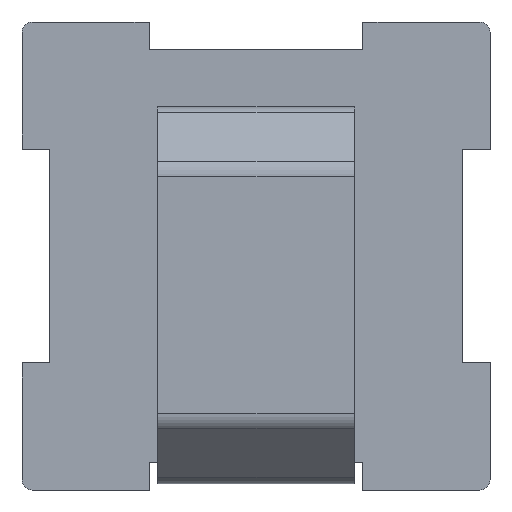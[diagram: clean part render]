
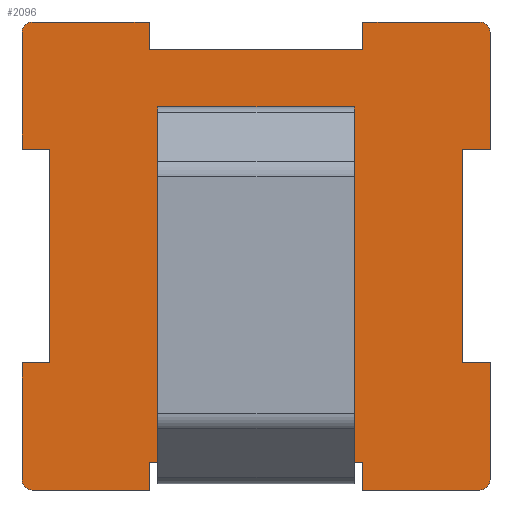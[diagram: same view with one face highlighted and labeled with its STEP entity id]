
A CAD part, left-side view. The second image highlights one B-rep face of the part: STEP entity #2096.
In plain terms, the highlighted planar face has unit normal (-1, 0, 0).
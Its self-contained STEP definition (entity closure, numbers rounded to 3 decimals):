
#15=FACE_BOUND('',#691,.T.);
#17=PLANE('',#2246);
#111=LINE('',#3238,#313);
#113=LINE('',#3242,#315);
#114=LINE('',#3244,#316);
#115=LINE('',#3246,#317);
#116=LINE('',#3248,#318);
#117=LINE('',#3250,#319);
#118=LINE('',#3254,#320);
#119=LINE('',#3256,#321);
#120=LINE('',#3258,#322);
#121=LINE('',#3260,#323);
#122=LINE('',#3262,#324);
#123=LINE('',#3266,#325);
#124=LINE('',#3268,#326);
#125=LINE('',#3270,#327);
#126=LINE('',#3272,#328);
#127=LINE('',#3274,#329);
#128=LINE('',#3278,#330);
#129=LINE('',#3280,#331);
#130=LINE('',#3282,#332);
#131=LINE('',#3283,#333);
#132=LINE('',#3286,#334);
#133=LINE('',#3290,#335);
#134=LINE('',#3292,#336);
#135=LINE('',#3295,#337);
#313=VECTOR('',#2536,5.5);
#315=VECTOR('',#2540,5.5);
#316=VECTOR('',#2541,1.3);
#317=VECTOR('',#2542,10.1);
#318=VECTOR('',#2543,1.3);
#319=VECTOR('',#2544,5.5);
#320=VECTOR('',#2547,5.5);
#321=VECTOR('',#2548,1.3);
#322=VECTOR('',#2549,10.1);
#323=VECTOR('',#2550,1.3);
#324=VECTOR('',#2551,5.5);
#325=VECTOR('',#2554,5.5);
#326=VECTOR('',#2555,1.3);
#327=VECTOR('',#2556,10.1);
#328=VECTOR('',#2557,1.3);
#329=VECTOR('',#2558,5.5);
#330=VECTOR('',#2561,5.5);
#331=VECTOR('',#2562,1.3);
#332=VECTOR('',#2563,10.1);
#333=VECTOR('',#2564,1.3);
#334=VECTOR('',#2565,5.3);
#335=VECTOR('',#2568,4.8);
#336=VECTOR('',#2569,5.3);
#337=VECTOR('',#2572,4.8);
#563=FACE_OUTER_BOUND('',#690,.T.);
#690=EDGE_LOOP('',(#1481,#1482,#1483,#1484,#1485,#1486,#1487,#1488,#1489,
#1490,#1491,#1492,#1493,#1494,#1495,#1496,#1497,#1498,#1499,#1500,#1501,
#1502,#1503,#1504));
#691=EDGE_LOOP('',(#1505,#1506,#1507,#1508,#1509,#1510));
#817=CIRCLE('',#2232,0.5);
#822=CIRCLE('',#2247,0.5);
#823=CIRCLE('',#2248,0.5);
#824=CIRCLE('',#2249,0.5);
#825=CIRCLE('',#2250,4.5);
#826=CIRCLE('',#2251,4.5);
#922=VERTEX_POINT('',#3172);
#923=VERTEX_POINT('',#3173);
#931=VERTEX_POINT('',#3237);
#932=VERTEX_POINT('',#3241);
#933=VERTEX_POINT('',#3243);
#934=VERTEX_POINT('',#3245);
#935=VERTEX_POINT('',#3247);
#936=VERTEX_POINT('',#3249);
#937=VERTEX_POINT('',#3251);
#938=VERTEX_POINT('',#3253);
#939=VERTEX_POINT('',#3255);
#940=VERTEX_POINT('',#3257);
#941=VERTEX_POINT('',#3259);
#942=VERTEX_POINT('',#3261);
#943=VERTEX_POINT('',#3263);
#944=VERTEX_POINT('',#3265);
#945=VERTEX_POINT('',#3267);
#946=VERTEX_POINT('',#3269);
#947=VERTEX_POINT('',#3271);
#948=VERTEX_POINT('',#3273);
#949=VERTEX_POINT('',#3275);
#950=VERTEX_POINT('',#3277);
#951=VERTEX_POINT('',#3279);
#952=VERTEX_POINT('',#3281);
#953=VERTEX_POINT('',#3284);
#954=VERTEX_POINT('',#3285);
#955=VERTEX_POINT('',#3287);
#956=VERTEX_POINT('',#3289);
#957=VERTEX_POINT('',#3291);
#958=VERTEX_POINT('',#3293);
#1118=EDGE_CURVE('',#922,#923,#817,.T.);
#1138=EDGE_CURVE('',#923,#931,#111,.T.);
#1140=EDGE_CURVE('',#932,#922,#113,.T.);
#1141=EDGE_CURVE('',#933,#932,#114,.T.);
#1142=EDGE_CURVE('',#933,#934,#115,.T.);
#1143=EDGE_CURVE('',#934,#935,#116,.T.);
#1144=EDGE_CURVE('',#935,#936,#117,.T.);
#1145=EDGE_CURVE('',#937,#936,#822,.T.);
#1146=EDGE_CURVE('',#937,#938,#118,.T.);
#1147=EDGE_CURVE('',#938,#939,#119,.T.);
#1148=EDGE_CURVE('',#940,#939,#120,.T.);
#1149=EDGE_CURVE('',#941,#940,#121,.T.);
#1150=EDGE_CURVE('',#942,#941,#122,.T.);
#1151=EDGE_CURVE('',#943,#942,#823,.T.);
#1152=EDGE_CURVE('',#944,#943,#123,.T.);
#1153=EDGE_CURVE('',#945,#944,#124,.T.);
#1154=EDGE_CURVE('',#945,#946,#125,.T.);
#1155=EDGE_CURVE('',#946,#947,#126,.T.);
#1156=EDGE_CURVE('',#947,#948,#127,.T.);
#1157=EDGE_CURVE('',#949,#948,#824,.T.);
#1158=EDGE_CURVE('',#949,#950,#128,.T.);
#1159=EDGE_CURVE('',#950,#951,#129,.T.);
#1160=EDGE_CURVE('',#952,#951,#130,.T.);
#1161=EDGE_CURVE('',#931,#952,#131,.T.);
#1162=EDGE_CURVE('',#953,#954,#132,.T.);
#1163=EDGE_CURVE('',#955,#954,#825,.F.);
#1164=EDGE_CURVE('',#955,#956,#133,.T.);
#1165=EDGE_CURVE('',#956,#957,#134,.T.);
#1166=EDGE_CURVE('',#958,#957,#826,.F.);
#1167=EDGE_CURVE('',#958,#953,#135,.T.);
#1481=ORIENTED_EDGE('',*,*,#1118,.F.);
#1482=ORIENTED_EDGE('',*,*,#1140,.F.);
#1483=ORIENTED_EDGE('',*,*,#1141,.F.);
#1484=ORIENTED_EDGE('',*,*,#1142,.T.);
#1485=ORIENTED_EDGE('',*,*,#1143,.T.);
#1486=ORIENTED_EDGE('',*,*,#1144,.T.);
#1487=ORIENTED_EDGE('',*,*,#1145,.F.);
#1488=ORIENTED_EDGE('',*,*,#1146,.T.);
#1489=ORIENTED_EDGE('',*,*,#1147,.T.);
#1490=ORIENTED_EDGE('',*,*,#1148,.F.);
#1491=ORIENTED_EDGE('',*,*,#1149,.F.);
#1492=ORIENTED_EDGE('',*,*,#1150,.F.);
#1493=ORIENTED_EDGE('',*,*,#1151,.F.);
#1494=ORIENTED_EDGE('',*,*,#1152,.F.);
#1495=ORIENTED_EDGE('',*,*,#1153,.F.);
#1496=ORIENTED_EDGE('',*,*,#1154,.T.);
#1497=ORIENTED_EDGE('',*,*,#1155,.T.);
#1498=ORIENTED_EDGE('',*,*,#1156,.T.);
#1499=ORIENTED_EDGE('',*,*,#1157,.F.);
#1500=ORIENTED_EDGE('',*,*,#1158,.T.);
#1501=ORIENTED_EDGE('',*,*,#1159,.T.);
#1502=ORIENTED_EDGE('',*,*,#1160,.F.);
#1503=ORIENTED_EDGE('',*,*,#1161,.F.);
#1504=ORIENTED_EDGE('',*,*,#1138,.F.);
#1505=ORIENTED_EDGE('',*,*,#1162,.T.);
#1506=ORIENTED_EDGE('',*,*,#1163,.F.);
#1507=ORIENTED_EDGE('',*,*,#1164,.T.);
#1508=ORIENTED_EDGE('',*,*,#1165,.T.);
#1509=ORIENTED_EDGE('',*,*,#1166,.F.);
#1510=ORIENTED_EDGE('',*,*,#1167,.T.);
#2096=ADVANCED_FACE('',(#563,#15),#17,.T.);
#2232=AXIS2_PLACEMENT_3D('',#3174,#2496,#2497);
#2246=AXIS2_PLACEMENT_3D('',#3240,#2538,#2539);
#2247=AXIS2_PLACEMENT_3D('',#3252,#2545,#2546);
#2248=AXIS2_PLACEMENT_3D('',#3264,#2552,#2553);
#2249=AXIS2_PLACEMENT_3D('',#3276,#2559,#2560);
#2250=AXIS2_PLACEMENT_3D('',#3288,#2566,#2567);
#2251=AXIS2_PLACEMENT_3D('',#3294,#2570,#2571);
#2496=DIRECTION('center_axis',(1.,0.,0.));
#2497=DIRECTION('ref_axis',(0.,-0.707,0.707));
#2536=DIRECTION('',(0.,0.,-1.));
#2538=DIRECTION('center_axis',(-1.,0.,0.));
#2539=DIRECTION('ref_axis',(0.,0.,1.));
#2540=DIRECTION('',(0.,-1.,0.));
#2541=DIRECTION('',(0.,0.,1.));
#2542=DIRECTION('',(0.,1.,0.));
#2543=DIRECTION('',(0.,0.,1.));
#2544=DIRECTION('',(0.,1.,0.));
#2545=DIRECTION('center_axis',(1.,0.,0.));
#2546=DIRECTION('ref_axis',(0.,0.707,0.707));
#2547=DIRECTION('',(0.,0.,-1.));
#2548=DIRECTION('',(0.,-1.,0.));
#2549=DIRECTION('',(0.,0.,1.));
#2550=DIRECTION('',(0.,-1.,0.));
#2551=DIRECTION('',(0.,0.,1.));
#2552=DIRECTION('center_axis',(1.,0.,0.));
#2553=DIRECTION('ref_axis',(0.,0.707,-0.707));
#2554=DIRECTION('',(0.,1.,0.));
#2555=DIRECTION('',(0.,0.,-1.));
#2556=DIRECTION('',(0.,-1.,0.));
#2557=DIRECTION('',(0.,0.,-1.));
#2558=DIRECTION('',(0.,-1.,0.));
#2559=DIRECTION('center_axis',(1.,0.,0.));
#2560=DIRECTION('ref_axis',(0.,-0.707,-0.707));
#2561=DIRECTION('',(0.,0.,1.));
#2562=DIRECTION('',(0.,1.,0.));
#2563=DIRECTION('',(0.,0.,-1.));
#2564=DIRECTION('',(0.,1.,0.));
#2565=DIRECTION('',(0.,0.,-1.));
#2566=DIRECTION('center_axis',(1.,0.,0.));
#2567=DIRECTION('ref_axis',(0.,-0.707,-0.707));
#2568=DIRECTION('',(0.,1.,0.));
#2569=DIRECTION('',(0.,0.,1.));
#2570=DIRECTION('center_axis',(1.,0.,0.));
#2571=DIRECTION('ref_axis',(0.,0.707,0.707));
#2572=DIRECTION('',(0.,-1.,0.));
#3172=CARTESIAN_POINT('',(0.,-10.55,20.8));
#3173=CARTESIAN_POINT('',(0.,-11.05,20.3));
#3174=CARTESIAN_POINT('Origin',(0.,-10.55,20.3));
#3237=CARTESIAN_POINT('',(0.,-11.05,14.8));
#3238=CARTESIAN_POINT('',(0.,-11.05,16.3));
#3240=CARTESIAN_POINT('Origin',(0.,0.,0.));
#3241=CARTESIAN_POINT('',(0.,-5.05,20.8));
#3242=CARTESIAN_POINT('',(0.,-9.55,20.8));
#3243=CARTESIAN_POINT('',(0.,-5.05,19.5));
#3244=CARTESIAN_POINT('',(0.,-5.05,19.3));
#3245=CARTESIAN_POINT('',(0.,5.05,19.5));
#3246=CARTESIAN_POINT('',(0.,0.,19.5));
#3247=CARTESIAN_POINT('',(0.,5.05,20.8));
#3248=CARTESIAN_POINT('',(0.,5.05,19.3));
#3249=CARTESIAN_POINT('',(0.,10.55,20.8));
#3250=CARTESIAN_POINT('',(0.,9.55,20.8));
#3251=CARTESIAN_POINT('',(0.,11.05,20.3));
#3252=CARTESIAN_POINT('Origin',(0.,10.55,20.3));
#3253=CARTESIAN_POINT('',(0.,11.05,14.8));
#3254=CARTESIAN_POINT('',(0.,11.05,16.3));
#3255=CARTESIAN_POINT('',(0.,9.75,14.8));
#3256=CARTESIAN_POINT('',(0.,6.55,14.8));
#3257=CARTESIAN_POINT('',(0.,9.75,4.7));
#3258=CARTESIAN_POINT('',(0.,9.75,0.));
#3259=CARTESIAN_POINT('',(0.,11.05,4.7));
#3260=CARTESIAN_POINT('',(0.,6.55,4.7));
#3261=CARTESIAN_POINT('',(0.,11.05,-0.8));
#3262=CARTESIAN_POINT('',(0.,11.05,3.2));
#3263=CARTESIAN_POINT('',(0.,10.55,-1.3));
#3264=CARTESIAN_POINT('Origin',(0.,10.55,-0.8));
#3265=CARTESIAN_POINT('',(0.,5.05,-1.3));
#3266=CARTESIAN_POINT('',(0.,9.55,-1.3));
#3267=CARTESIAN_POINT('',(0.,5.05,0.));
#3268=CARTESIAN_POINT('',(0.,5.05,0.2));
#3269=CARTESIAN_POINT('',(0.,-5.05,0.));
#3270=CARTESIAN_POINT('',(0.,0.,0.));
#3271=CARTESIAN_POINT('',(0.,-5.05,-1.3));
#3272=CARTESIAN_POINT('',(0.,-5.05,0.2));
#3273=CARTESIAN_POINT('',(0.,-10.55,-1.3));
#3274=CARTESIAN_POINT('',(0.,-9.55,-1.3));
#3275=CARTESIAN_POINT('',(0.,-11.05,-0.8));
#3276=CARTESIAN_POINT('Origin',(0.,-10.55,-0.8));
#3277=CARTESIAN_POINT('',(0.,-11.05,4.7));
#3278=CARTESIAN_POINT('',(0.,-11.05,3.2));
#3279=CARTESIAN_POINT('',(0.,-9.75,4.7));
#3280=CARTESIAN_POINT('',(0.,-6.55,4.7));
#3281=CARTESIAN_POINT('',(0.,-9.75,14.8));
#3282=CARTESIAN_POINT('',(0.,-9.75,0.));
#3283=CARTESIAN_POINT('',(0.,-6.55,14.8));
#3284=CARTESIAN_POINT('',(0.,-4.65,12.8));
#3285=CARTESIAN_POINT('',(0.,-4.65,7.5));
#3286=CARTESIAN_POINT('',(0.,-4.65,3.95));
#3287=CARTESIAN_POINT('',(0.,-0.15,3.));
#3288=CARTESIAN_POINT('Origin',(0.,-0.15,7.5));
#3289=CARTESIAN_POINT('',(0.,4.65,3.));
#3290=CARTESIAN_POINT('',(0.,0.,3.));
#3291=CARTESIAN_POINT('',(0.,4.65,8.3));
#3292=CARTESIAN_POINT('',(0.,4.65,3.95));
#3293=CARTESIAN_POINT('',(0.,0.15,12.8));
#3294=CARTESIAN_POINT('Origin',(0.,0.15,8.3));
#3295=CARTESIAN_POINT('',(0.,0.,12.8));
